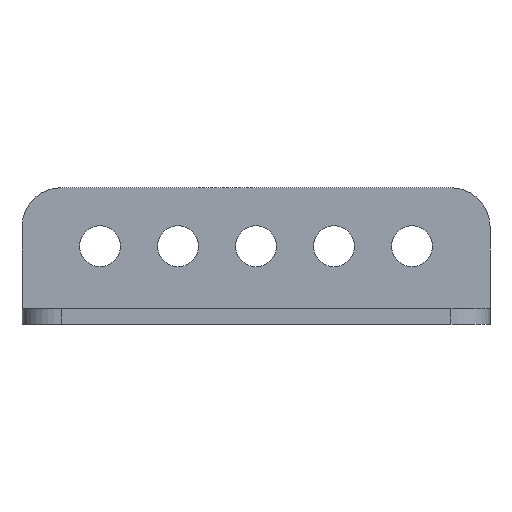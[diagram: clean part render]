
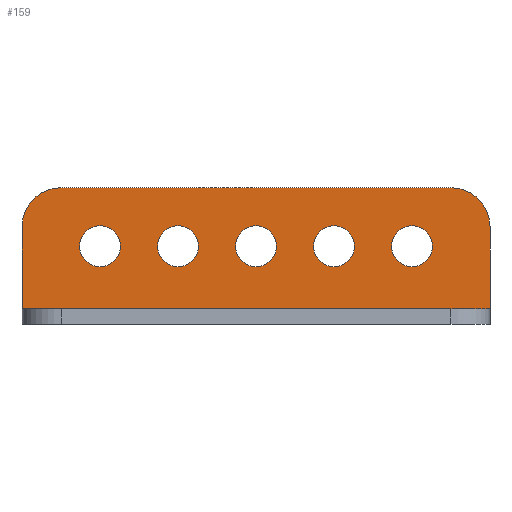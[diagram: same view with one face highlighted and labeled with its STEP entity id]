
A CAD part, front view. The second image highlights one B-rep face of the part: STEP entity #159.
In plain terms, the highlighted planar face has unit normal (0, -1, 0).
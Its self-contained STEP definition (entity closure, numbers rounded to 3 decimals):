
#11 = FACE_BOUND ( 'NONE', #612, .T. ) ;
#22 = DIRECTION ( 'NONE',  ( 0., 1., 0. ) ) ;
#28 = EDGE_CURVE ( 'NONE', #1269, #1414, #632, .T. ) ;
#30 = DIRECTION ( 'NONE',  ( 1., 0., 0. ) ) ;
#39 = CARTESIAN_POINT ( 'NONE',  ( 0.75, 27.4, 14. ) ) ;
#40 = ORIENTED_EDGE ( 'NONE', *, *, #949, .T. ) ;
#63 = LINE ( 'NONE', #482, #1261 ) ;
#78 = ORIENTED_EDGE ( 'NONE', *, *, #161, .T. ) ;
#79 = EDGE_CURVE ( 'NONE', #704, #626, #659, .T. ) ;
#81 = CARTESIAN_POINT ( 'NONE',  ( 4.75, 27.4, 10.1 ) ) ;
#82 = DIRECTION ( 'NONE',  ( 0., 1., 0. ) ) ;
#92 = DIRECTION ( 'NONE',  ( -1., 0., 0. ) ) ;
#95 = AXIS2_PLACEMENT_3D ( 'NONE', #812, #337, #332 ) ;
#103 = AXIS2_PLACEMENT_3D ( 'NONE', #1006, #305, #1208 ) ;
#107 = CARTESIAN_POINT ( 'NONE',  ( -3.25, 27.4, 14. ) ) ;
#119 = VECTOR ( 'NONE', #1352, 1000. ) ;
#135 = FACE_BOUND ( 'NONE', #1271, .T. ) ;
#144 = ORIENTED_EDGE ( 'NONE', *, *, #850, .T. ) ;
#153 = VERTEX_POINT ( 'NONE', #919 ) ;
#159 = ADVANCED_FACE ( 'NONE', ( #135, #11, #1345, #1135, #350, #454 ), #226, .F. ) ;
#161 = EDGE_CURVE ( 'NONE', #521, #1401, #342, .T. ) ;
#166 = AXIS2_PLACEMENT_3D ( 'NONE', #476, #22, #703 ) ;
#170 = CIRCLE ( 'NONE', #103, 2.1 ) ;
#175 = VERTEX_POINT ( 'NONE', #357 ) ;
#181 = ORIENTED_EDGE ( 'NONE', *, *, #79, .T. ) ;
#185 = EDGE_CURVE ( 'NONE', #1184, #1105, #731, .T. ) ;
#195 = CARTESIAN_POINT ( 'NONE',  ( 4.75, 27.4, 8. ) ) ;
#202 = VERTEX_POINT ( 'NONE', #932 ) ;
#203 = EDGE_CURVE ( 'NONE', #626, #704, #1076, .T. ) ;
#221 = EDGE_CURVE ( 'NONE', #175, #329, #442, .T. ) ;
#222 = EDGE_CURVE ( 'NONE', #175, #1401, #63, .T. ) ;
#226 = PLANE ( 'NONE',  #1389 ) ;
#238 = AXIS2_PLACEMENT_3D ( 'NONE', #266, #1282, #281 ) ;
#257 = CARTESIAN_POINT ( 'NONE',  ( 40.75, 27.4, 10. ) ) ;
#266 = CARTESIAN_POINT ( 'NONE',  ( 0.75, 27.4, 10. ) ) ;
#281 = DIRECTION ( 'NONE',  ( -1., 0., 0. ) ) ;
#303 = CARTESIAN_POINT ( 'NONE',  ( 28.75, 27.4, 5.9 ) ) ;
#305 = DIRECTION ( 'NONE',  ( 0., 1., 0. ) ) ;
#329 = VERTEX_POINT ( 'NONE', #1155 ) ;
#332 = DIRECTION ( 'NONE',  ( -1., 0., 0. ) ) ;
#337 = DIRECTION ( 'NONE',  ( 0., 1., 0. ) ) ;
#342 = LINE ( 'NONE', #1028, #119 ) ;
#350 = FACE_BOUND ( 'NONE', #1234, .T. ) ;
#352 = ORIENTED_EDGE ( 'NONE', *, *, #222, .F. ) ;
#357 = CARTESIAN_POINT ( 'NONE',  ( 44.75, 27.4, 10. ) ) ;
#358 = DIRECTION ( 'NONE',  ( 0., 1., 0. ) ) ;
#370 = DIRECTION ( 'NONE',  ( -1., 0., 0. ) ) ;
#416 = EDGE_LOOP ( 'NONE', ( #144, #451 ) ) ;
#422 = EDGE_CURVE ( 'NONE', #153, #436, #1147, .T. ) ;
#436 = VERTEX_POINT ( 'NONE', #81 ) ;
#442 = CIRCLE ( 'NONE', #870, 4. ) ;
#449 = CARTESIAN_POINT ( 'NONE',  ( -3.25, 27.4, 14. ) ) ;
#450 = EDGE_CURVE ( 'NONE', #1074, #329, #531, .T. ) ;
#451 = ORIENTED_EDGE ( 'NONE', *, *, #28, .T. ) ;
#454 = FACE_OUTER_BOUND ( 'NONE', #556, .T. ) ;
#476 = CARTESIAN_POINT ( 'NONE',  ( 36.75, 27.4, 8. ) ) ;
#481 = CIRCLE ( 'NONE', #892, 2.1 ) ;
#482 = CARTESIAN_POINT ( 'NONE',  ( 44.75, 27.4, 14. ) ) ;
#498 = CIRCLE ( 'NONE', #238, 4. ) ;
#517 = AXIS2_PLACEMENT_3D ( 'NONE', #876, #1319, #92 ) ;
#521 = VERTEX_POINT ( 'NONE', #904 ) ;
#530 = ORIENTED_EDGE ( 'NONE', *, *, #422, .T. ) ;
#531 = LINE ( 'NONE', #107, #1081 ) ;
#551 = ORIENTED_EDGE ( 'NONE', *, *, #185, .T. ) ;
#556 = EDGE_LOOP ( 'NONE', ( #1162, #736, #1218, #78, #352, #572 ) ) ;
#560 = CARTESIAN_POINT ( 'NONE',  ( 20.75, 27.4, 5.9 ) ) ;
#568 = ORIENTED_EDGE ( 'NONE', *, *, #1356, .T. ) ;
#570 = CARTESIAN_POINT ( 'NONE',  ( 28.75, 27.4, 8. ) ) ;
#572 = ORIENTED_EDGE ( 'NONE', *, *, #221, .T. ) ;
#575 = CARTESIAN_POINT ( 'NONE',  ( 36.75, 27.4, 8. ) ) ;
#576 = DIRECTION ( 'NONE',  ( 0., 1., 0. ) ) ;
#612 = EDGE_LOOP ( 'NONE', ( #722, #530 ) ) ;
#626 = VERTEX_POINT ( 'NONE', #1106 ) ;
#632 = CIRCLE ( 'NONE', #682, 2.1 ) ;
#650 = CIRCLE ( 'NONE', #1304, 2.1 ) ;
#659 = CIRCLE ( 'NONE', #517, 2.1 ) ;
#665 = CARTESIAN_POINT ( 'NONE',  ( -3.25, 27.4, 10. ) ) ;
#682 = AXIS2_PLACEMENT_3D ( 'NONE', #1190, #82, #1222 ) ;
#696 = CARTESIAN_POINT ( 'NONE',  ( -3.25, 27.4, 14. ) ) ;
#703 = DIRECTION ( 'NONE',  ( -1., 0., 0. ) ) ;
#704 = VERTEX_POINT ( 'NONE', #929 ) ;
#705 = AXIS2_PLACEMENT_3D ( 'NONE', #925, #1254, #1226 ) ;
#722 = ORIENTED_EDGE ( 'NONE', *, *, #1204, .T. ) ;
#724 = DIRECTION ( 'NONE',  ( 0., -1., 0. ) ) ;
#731 = CIRCLE ( 'NONE', #95, 2.1 ) ;
#736 = ORIENTED_EDGE ( 'NONE', *, *, #1073, .T. ) ;
#800 = DIRECTION ( 'NONE',  ( -1., 0., 0. ) ) ;
#812 = CARTESIAN_POINT ( 'NONE',  ( 28.75, 27.4, 8. ) ) ;
#850 = EDGE_CURVE ( 'NONE', #1414, #1269, #170, .T. ) ;
#870 = AXIS2_PLACEMENT_3D ( 'NONE', #257, #724, #370 ) ;
#873 = DIRECTION ( 'NONE',  ( -1., 0., 0. ) ) ;
#876 = CARTESIAN_POINT ( 'NONE',  ( 12.75, 27.4, 8. ) ) ;
#885 = EDGE_CURVE ( 'NONE', #1118, #521, #1335, .T. ) ;
#892 = AXIS2_PLACEMENT_3D ( 'NONE', #575, #1141, #1009 ) ;
#904 = CARTESIAN_POINT ( 'NONE',  ( -3.25, 27.4, 1.6 ) ) ;
#919 = CARTESIAN_POINT ( 'NONE',  ( 4.75, 27.4, 5.9 ) ) ;
#925 = CARTESIAN_POINT ( 'NONE',  ( 12.75, 27.4, 8. ) ) ;
#927 = AXIS2_PLACEMENT_3D ( 'NONE', #570, #358, #800 ) ;
#929 = CARTESIAN_POINT ( 'NONE',  ( 12.75, 27.4, 10.1 ) ) ;
#932 = CARTESIAN_POINT ( 'NONE',  ( 36.75, 27.4, 5.9 ) ) ;
#944 = DIRECTION ( 'NONE',  ( 0., 0., -1. ) ) ;
#949 = EDGE_CURVE ( 'NONE', #202, #1181, #1393, .T. ) ;
#964 = EDGE_CURVE ( 'NONE', #1105, #1184, #993, .T. ) ;
#973 = CARTESIAN_POINT ( 'NONE',  ( 4.75, 27.4, 8. ) ) ;
#993 = CIRCLE ( 'NONE', #927, 2.1 ) ;
#1006 = CARTESIAN_POINT ( 'NONE',  ( 20.75, 27.4, 8. ) ) ;
#1009 = DIRECTION ( 'NONE',  ( -1., 0., 0. ) ) ;
#1028 = CARTESIAN_POINT ( 'NONE',  ( -3.25, 27.4, 1.6 ) ) ;
#1055 = CARTESIAN_POINT ( 'NONE',  ( 44.75, 27.4, 1.6 ) ) ;
#1073 = EDGE_CURVE ( 'NONE', #1074, #1118, #498, .T. ) ;
#1074 = VERTEX_POINT ( 'NONE', #39 ) ;
#1076 = CIRCLE ( 'NONE', #705, 2.1 ) ;
#1081 = VECTOR ( 'NONE', #1299, 1000. ) ;
#1084 = ORIENTED_EDGE ( 'NONE', *, *, #964, .T. ) ;
#1101 = DIRECTION ( 'NONE',  ( -1., 0., 0. ) ) ;
#1105 = VERTEX_POINT ( 'NONE', #1196 ) ;
#1106 = CARTESIAN_POINT ( 'NONE',  ( 12.75, 27.4, 5.9 ) ) ;
#1108 = DIRECTION ( 'NONE',  ( 0., 1., 0. ) ) ;
#1118 = VERTEX_POINT ( 'NONE', #665 ) ;
#1122 = DIRECTION ( 'NONE',  ( 0., 0., -1. ) ) ;
#1135 = FACE_BOUND ( 'NONE', #416, .T. ) ;
#1141 = DIRECTION ( 'NONE',  ( 0., 1., 0. ) ) ;
#1147 = CIRCLE ( 'NONE', #1339, 2.1 ) ;
#1155 = CARTESIAN_POINT ( 'NONE',  ( 40.75, 27.4, 14. ) ) ;
#1162 = ORIENTED_EDGE ( 'NONE', *, *, #450, .F. ) ;
#1163 = CARTESIAN_POINT ( 'NONE',  ( 20.75, 27.4, 10.1 ) ) ;
#1181 = VERTEX_POINT ( 'NONE', #1206 ) ;
#1184 = VERTEX_POINT ( 'NONE', #303 ) ;
#1190 = CARTESIAN_POINT ( 'NONE',  ( 20.75, 27.4, 8. ) ) ;
#1192 = ORIENTED_EDGE ( 'NONE', *, *, #203, .T. ) ;
#1196 = CARTESIAN_POINT ( 'NONE',  ( 28.75, 27.4, 10.1 ) ) ;
#1204 = EDGE_CURVE ( 'NONE', #436, #153, #650, .T. ) ;
#1206 = CARTESIAN_POINT ( 'NONE',  ( 36.75, 27.4, 10.1 ) ) ;
#1208 = DIRECTION ( 'NONE',  ( -1., 0., 0. ) ) ;
#1209 = EDGE_LOOP ( 'NONE', ( #181, #1192 ) ) ;
#1218 = ORIENTED_EDGE ( 'NONE', *, *, #885, .T. ) ;
#1222 = DIRECTION ( 'NONE',  ( -1., 0., 0. ) ) ;
#1226 = DIRECTION ( 'NONE',  ( -1., 0., 0. ) ) ;
#1234 = EDGE_LOOP ( 'NONE', ( #568, #40 ) ) ;
#1242 = VECTOR ( 'NONE', #1122, 1000. ) ;
#1254 = DIRECTION ( 'NONE',  ( 0., 1., 0. ) ) ;
#1261 = VECTOR ( 'NONE', #944, 1000. ) ;
#1269 = VERTEX_POINT ( 'NONE', #560 ) ;
#1271 = EDGE_LOOP ( 'NONE', ( #1084, #551 ) ) ;
#1282 = DIRECTION ( 'NONE',  ( 0., -1., 0. ) ) ;
#1299 = DIRECTION ( 'NONE',  ( 1., 0., 0. ) ) ;
#1304 = AXIS2_PLACEMENT_3D ( 'NONE', #195, #1431, #873 ) ;
#1319 = DIRECTION ( 'NONE',  ( 0., 1., 0. ) ) ;
#1335 = LINE ( 'NONE', #449, #1242 ) ;
#1339 = AXIS2_PLACEMENT_3D ( 'NONE', #973, #1108, #1101 ) ;
#1345 = FACE_BOUND ( 'NONE', #1209, .T. ) ;
#1352 = DIRECTION ( 'NONE',  ( 1., 0., 0. ) ) ;
#1356 = EDGE_CURVE ( 'NONE', #1181, #202, #481, .T. ) ;
#1389 = AXIS2_PLACEMENT_3D ( 'NONE', #696, #576, #30 ) ;
#1393 = CIRCLE ( 'NONE', #166, 2.1 ) ;
#1401 = VERTEX_POINT ( 'NONE', #1055 ) ;
#1414 = VERTEX_POINT ( 'NONE', #1163 ) ;
#1431 = DIRECTION ( 'NONE',  ( 0., 1., 0. ) ) ;
